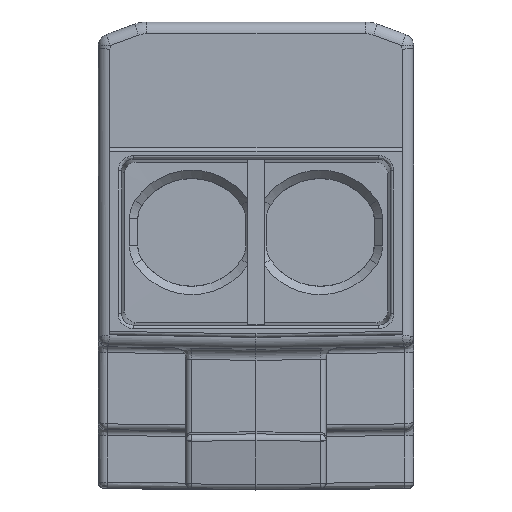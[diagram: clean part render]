
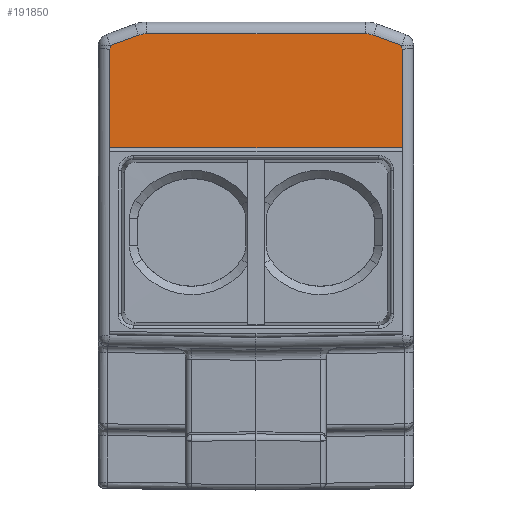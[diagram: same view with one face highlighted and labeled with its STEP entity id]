
A CAD part, top view. The second image highlights one B-rep face of the part: STEP entity #191850.
In plain terms, the highlighted planar face has unit normal (0, 0, 1).
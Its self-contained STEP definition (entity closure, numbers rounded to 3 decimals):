
#40710=CARTESIAN_POINT('',(12.489,24.491,22.5));
#40720=VERTEX_POINT('',#40710);
#48300=CARTESIAN_POINT('',(-12.489,24.491,22.5));
#48310=VERTEX_POINT('',#48300);
#54040=CARTESIAN_POINT('',(12.5,24.183,22.5));
#54050=VERTEX_POINT('',#54040);
#54080=CARTESIAN_POINT('',(13.344,0.,22.5));
#54090=DIRECTION('',(-0.035,0.999,0.));
#54100=VECTOR('',#54090,1.);
#54110=LINE('',#54080,#54100);
#54120=EDGE_CURVE('',#54050,#40720,#54110,.T.);
#83890=CARTESIAN_POINT('',(-10.048,25.379,22.5));
#83900=VERTEX_POINT('',#83890);
#83930=CARTESIAN_POINT('',(0.,29.037,22.5));
#83940=DIRECTION('',(-0.94,-0.342,0.));
#83950=VECTOR('',#83940,1.);
#83960=LINE('',#83930,#83950);
#83970=EDGE_CURVE('',#83900,#48310,#83960,.T.);
#191140=CARTESIAN_POINT('',(0.,12.183,22.5));
#191150=DIRECTION('',(0.,0.,1.));
#191160=DIRECTION('',(1.,0.,0.));
#191170=AXIS2_PLACEMENT_3D('',#191140,#191150,#191160);
#191180=PLANE('',#191170);
#191190=CARTESIAN_POINT('',(-12.5,0.,22.5));
#191200=DIRECTION('',(0.,1.,0.));
#191210=VECTOR('',#191200,1.);
#191220=LINE('',#191190,#191210);
#191230=CARTESIAN_POINT('',(-12.5,15.725,22.5));
#191240=VERTEX_POINT('',#191230);
#191250=CARTESIAN_POINT('',(-12.5,24.183,22.5));
#191260=VERTEX_POINT('',#191250);
#191270=EDGE_CURVE('',#191240,#191260,#191220,.T.);
#191280=ORIENTED_EDGE('',*,*,#191270,.F.);
#191290=CARTESIAN_POINT('',(-13.344,0.,22.5));
#191300=DIRECTION('',(0.035,0.999,0.));
#191310=VECTOR('',#191300,1.);
#191320=LINE('',#191290,#191310);
#191330=EDGE_CURVE('',#191260,#48310,#191320,.T.);
#191340=ORIENTED_EDGE('',*,*,#191330,.F.);
#191350=ORIENTED_EDGE('',*,*,#83970,.T.);
#191360=CARTESIAN_POINT('',(-9.364,23.5,22.5));
#191370=DIRECTION('',(0.,0.,1.));
#191380=DIRECTION('',(1.,0.,0.));
#191390=AXIS2_PLACEMENT_3D('',#191360,#191370,#191380);
#191400=CIRCLE('',#191390,2.);
#191410=CARTESIAN_POINT('',(-9.364,25.5,22.5));
#191420=VERTEX_POINT('',#191410);
#191430=EDGE_CURVE('',#191420,#83900,#191400,.T.);
#191440=ORIENTED_EDGE('',*,*,#191430,.T.);
#191450=CARTESIAN_POINT('',(0.,25.5,22.5));
#191460=DIRECTION('',(1.,0.,0.));
#191470=VECTOR('',#191460,1.);
#191480=LINE('',#191450,#191470);
#191490=CARTESIAN_POINT('',(9.364,25.5,22.5));
#191500=VERTEX_POINT('',#191490);
#191510=EDGE_CURVE('',#191420,#191500,#191480,.T.);
#191520=ORIENTED_EDGE('',*,*,#191510,.F.);
#191530=CARTESIAN_POINT('',(9.364,23.5,22.5));
#191540=DIRECTION('',(0.,0.,1.));
#191550=DIRECTION('',(1.,0.,0.));
#191560=AXIS2_PLACEMENT_3D('',#191530,#191540,#191550);
#191570=CIRCLE('',#191560,2.);
#191580=CARTESIAN_POINT('',(10.048,25.379,22.5));
#191590=VERTEX_POINT('',#191580);
#191600=EDGE_CURVE('',#191590,#191500,#191570,.T.);
#191610=ORIENTED_EDGE('',*,*,#191600,.T.);
#191620=CARTESIAN_POINT('',(0.,29.037,22.5));
#191630=DIRECTION('',(0.94,-0.342,0.));
#191640=VECTOR('',#191630,1.);
#191650=LINE('',#191620,#191640);
#191660=EDGE_CURVE('',#191590,#40720,#191650,.T.);
#191670=ORIENTED_EDGE('',*,*,#191660,.F.);
#191680=ORIENTED_EDGE('',*,*,#54120,.T.);
#191690=CARTESIAN_POINT('',(12.5,0.,22.5));
#191700=DIRECTION('',(0.,-1.,0.));
#191710=VECTOR('',#191700,1.);
#191720=LINE('',#191690,#191710);
#191730=CARTESIAN_POINT('',(12.5,15.725,22.5));
#191740=VERTEX_POINT('',#191730);
#191750=EDGE_CURVE('',#54050,#191740,#191720,.T.);
#191760=ORIENTED_EDGE('',*,*,#191750,.F.);
#191770=CARTESIAN_POINT('',(0.,15.725,22.5));
#191780=DIRECTION('',(1.,0.,-0.));
#191790=VECTOR('',#191780,1.);
#191800=LINE('',#191770,#191790);
#191810=EDGE_CURVE('',#191240,#191740,#191800,.T.);
#191820=ORIENTED_EDGE('',*,*,#191810,.T.);
#191830=EDGE_LOOP('',(#191820,#191760,#191680,#191670,#191610,#191520,
#191440,#191350,#191340,#191280));
#191840=FACE_OUTER_BOUND('',#191830,.T.);
#191850=ADVANCED_FACE('',(#191840),#191180,.T.);
